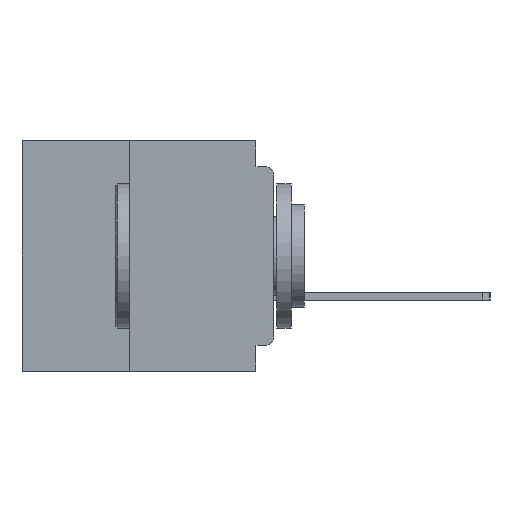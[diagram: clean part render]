
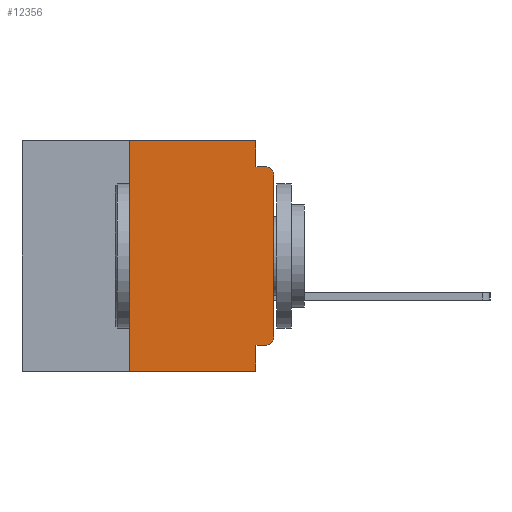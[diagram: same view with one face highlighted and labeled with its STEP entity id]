
A CAD part, left-side view. The second image highlights one B-rep face of the part: STEP entity #12356.
In plain terms, the highlighted planar face has unit normal (-1, 0, 0).
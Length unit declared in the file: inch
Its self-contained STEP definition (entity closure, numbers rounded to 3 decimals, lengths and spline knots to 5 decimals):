
#174 = EDGE_CURVE ( 'NONE', #15810, #39783, #16406, .T. ) ;
#693 = CARTESIAN_POINT ( 'NONE',  ( 0., 0., -0.045 ) ) ;
#1513 = DIRECTION ( 'NONE',  ( 0., 0., 1. ) ) ;
#1775 = VECTOR ( 'NONE', #27919, 39.37008 ) ;
#2337 = DIRECTION ( 'NONE',  ( -1., 0., 0. ) ) ;
#2917 = LINE ( 'NONE', #42411, #38153 ) ;
#3601 = DIRECTION ( 'NONE',  ( 1., 0., 0. ) ) ;
#4326 = EDGE_CURVE ( 'NONE', #37141, #18474, #26234, .T. ) ;
#4689 = ORIENTED_EDGE ( 'NONE', *, *, #4326, .T. ) ;
#5082 = AXIS2_PLACEMENT_3D ( 'NONE', #13808, #3601, #20645 ) ;
#6747 = EDGE_CURVE ( 'NONE', #21158, #30283, #28940, .T. ) ;
#7116 = CARTESIAN_POINT ( 'NONE',  ( 0., 0.25, -0.4 ) ) ;
#7214 = CARTESIAN_POINT ( 'NONE',  ( 0., 0.031, -0.355 ) ) ;
#7349 = VECTOR ( 'NONE', #8499, 39.37008 ) ;
#8499 = DIRECTION ( 'NONE',  ( 0., 0., 1. ) ) ;
#8520 = CARTESIAN_POINT ( 'NONE',  ( 0., 0.031, 0. ) ) ;
#8561 = LINE ( 'NONE', #8520, #16591 ) ;
#8945 = CARTESIAN_POINT ( 'NONE',  ( 0., 0.25, -0.4 ) ) ;
#9481 = CARTESIAN_POINT ( 'NONE',  ( 0., 0.25, 0. ) ) ;
#9530 = VECTOR ( 'NONE', #31589, 39.37008 ) ;
#10339 = LINE ( 'NONE', #32050, #18329 ) ;
#11189 = ORIENTED_EDGE ( 'NONE', *, *, #22232, .F. ) ;
#11593 = DIRECTION ( 'NONE',  ( 0., 1., 0. ) ) ;
#11770 = CARTESIAN_POINT ( 'NONE',  ( 0., 0.015, -0.355 ) ) ;
#12020 = EDGE_LOOP ( 'NONE', ( #20421, #15081, #37405, #13328, #42525, #18048, #32195, #24198, #11189, #4689 ) ) ;
#12356 = ADVANCED_FACE ( 'NONE', ( #17814 ), #17239, .F. ) ;
#12756 = VECTOR ( 'NONE', #12772, 39.37008 ) ;
#12772 = DIRECTION ( 'NONE',  ( 0., -1., 0. ) ) ;
#13222 = LINE ( 'NONE', #32873, #30320 ) ;
#13328 = ORIENTED_EDGE ( 'NONE', *, *, #17641, .F. ) ;
#13808 = CARTESIAN_POINT ( 'NONE',  ( 0., 0.437, 0. ) ) ;
#15081 = ORIENTED_EDGE ( 'NONE', *, *, #39030, .T. ) ;
#15306 = EDGE_CURVE ( 'NONE', #15810, #17410, #36853, .T. ) ;
#15807 = CARTESIAN_POINT ( 'NONE',  ( 0., 0.015, -0.045 ) ) ;
#15810 = VERTEX_POINT ( 'NONE', #7116 ) ;
#16084 = DIRECTION ( 'NONE',  ( 0., 0., -1. ) ) ;
#16176 = DIRECTION ( 'NONE',  ( -1., 0., 0. ) ) ;
#16193 = CARTESIAN_POINT ( 'NONE',  ( 0., 0.015, -0.34 ) ) ;
#16406 = LINE ( 'NONE', #8945, #7349 ) ;
#16591 = VECTOR ( 'NONE', #42792, 39.37008 ) ;
#17239 = PLANE ( 'NONE',  #5082 ) ;
#17410 = VERTEX_POINT ( 'NONE', #17781 ) ;
#17641 = EDGE_CURVE ( 'NONE', #30973, #21158, #8561, .T. ) ;
#17781 = CARTESIAN_POINT ( 'NONE',  ( 0., 0.031, -0.4 ) ) ;
#17814 = FACE_OUTER_BOUND ( 'NONE', #12020, .T. ) ;
#18048 = ORIENTED_EDGE ( 'NONE', *, *, #174, .F. ) ;
#18329 = VECTOR ( 'NONE', #11593, 39.37008 ) ;
#18369 = EDGE_CURVE ( 'NONE', #39783, #30973, #29861, .T. ) ;
#18474 = VERTEX_POINT ( 'NONE', #20077 ) ;
#18718 = CARTESIAN_POINT ( 'NONE',  ( 0., 0.031, -0.045 ) ) ;
#20077 = CARTESIAN_POINT ( 'NONE',  ( 0., 0., -0.34 ) ) ;
#20421 = ORIENTED_EDGE ( 'NONE', *, *, #26189, .T. ) ;
#20645 = DIRECTION ( 'NONE',  ( 0., 0., -1. ) ) ;
#21158 = VERTEX_POINT ( 'NONE', #18718 ) ;
#22232 = EDGE_CURVE ( 'NONE', #37141, #27131, #10339, .T. ) ;
#22719 = CARTESIAN_POINT ( 'NONE',  ( 0., 0.015, -0.06 ) ) ;
#23457 = EDGE_CURVE ( 'NONE', #27131, #17410, #13222, .T. ) ;
#24198 = ORIENTED_EDGE ( 'NONE', *, *, #23457, .F. ) ;
#26154 = DIRECTION ( 'NONE',  ( 0., 0., -1. ) ) ;
#26189 = EDGE_CURVE ( 'NONE', #18474, #38046, #2917, .T. ) ;
#26234 = CIRCLE ( 'NONE', #43795, 0.015 ) ;
#27131 = VERTEX_POINT ( 'NONE', #7214 ) ;
#27919 = DIRECTION ( 'NONE',  ( 0., -1., 0. ) ) ;
#28178 = CARTESIAN_POINT ( 'NONE',  ( 0., 0.437, -0.4 ) ) ;
#28940 = LINE ( 'NONE', #693, #1775 ) ;
#29861 = LINE ( 'NONE', #33255, #12756 ) ;
#30283 = VERTEX_POINT ( 'NONE', #15807 ) ;
#30320 = VECTOR ( 'NONE', #36362, 39.37008 ) ;
#30973 = VERTEX_POINT ( 'NONE', #34790 ) ;
#31589 = DIRECTION ( 'NONE',  ( 0., -1., 0. ) ) ;
#32050 = CARTESIAN_POINT ( 'NONE',  ( 0., 0., -0.355 ) ) ;
#32195 = ORIENTED_EDGE ( 'NONE', *, *, #15306, .T. ) ;
#32873 = CARTESIAN_POINT ( 'NONE',  ( 0., 0.031, -0.4 ) ) ;
#33255 = CARTESIAN_POINT ( 'NONE',  ( 0., 0.437, 0. ) ) ;
#34234 = CIRCLE ( 'NONE', #39025, 0.015 ) ;
#34790 = CARTESIAN_POINT ( 'NONE',  ( 0., 0.031, 0. ) ) ;
#36362 = DIRECTION ( 'NONE',  ( 0., 0., -1. ) ) ;
#36853 = LINE ( 'NONE', #28178, #9530 ) ;
#37141 = VERTEX_POINT ( 'NONE', #11770 ) ;
#37405 = ORIENTED_EDGE ( 'NONE', *, *, #6747, .F. ) ;
#38046 = VERTEX_POINT ( 'NONE', #40488 ) ;
#38153 = VECTOR ( 'NONE', #1513, 39.37008 ) ;
#39025 = AXIS2_PLACEMENT_3D ( 'NONE', #22719, #2337, #26154 ) ;
#39030 = EDGE_CURVE ( 'NONE', #38046, #30283, #34234, .T. ) ;
#39783 = VERTEX_POINT ( 'NONE', #9481 ) ;
#40488 = CARTESIAN_POINT ( 'NONE',  ( 0., 0., -0.06 ) ) ;
#42411 = CARTESIAN_POINT ( 'NONE',  ( 0., 0., 0. ) ) ;
#42525 = ORIENTED_EDGE ( 'NONE', *, *, #18369, .F. ) ;
#42792 = DIRECTION ( 'NONE',  ( 0., 0., -1. ) ) ;
#43795 = AXIS2_PLACEMENT_3D ( 'NONE', #16193, #16176, #16084 ) ;
